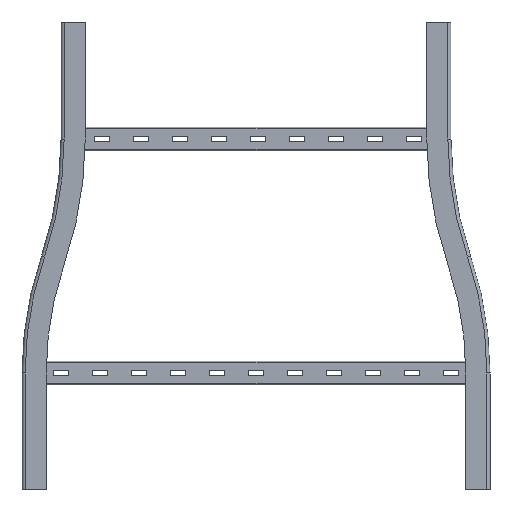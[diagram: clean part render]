
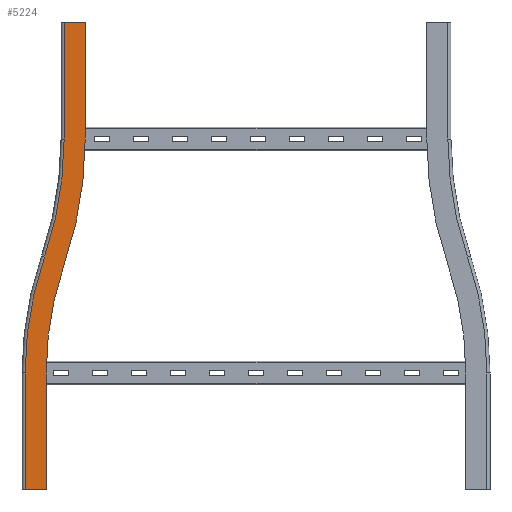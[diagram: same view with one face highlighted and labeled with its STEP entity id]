
A CAD part, front view. The second image highlights one B-rep face of the part: STEP entity #5224.
In plain terms, the highlighted planar face has unit normal (0, -1, 0).
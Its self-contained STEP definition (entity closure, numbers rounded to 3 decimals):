
#140=CIRCLE('',#5590,458.5);
#141=CIRCLE('',#5592,431.5);
#162=CIRCLE('',#5623,466.5);
#163=CIRCLE('',#5625,493.5);
#404=FACE_OUTER_BOUND('',#712,.T.);
#712=EDGE_LOOP('',(#3733,#3734,#3735,#3736,#3737,#3738,#3739,#3740,#3741,
#3742));
#1028=LINE('',#7622,#1630);
#1030=LINE('',#7628,#1632);
#1063=LINE('',#7796,#1665);
#1113=LINE('',#7906,#1715);
#1114=LINE('',#7908,#1716);
#1115=LINE('',#7909,#1717);
#1630=VECTOR('',#6079,10.);
#1632=VECTOR('',#6083,10.);
#1665=VECTOR('',#6280,10.);
#1715=VECTOR('',#6390,10.);
#1716=VECTOR('',#6391,10.);
#1717=VECTOR('',#6392,10.);
#2225=VERTEX_POINT('',#7618);
#2226=VERTEX_POINT('',#7620);
#2228=VERTEX_POINT('',#7625);
#2229=VERTEX_POINT('',#7627);
#2254=VERTEX_POINT('',#7694);
#2256=VERTEX_POINT('',#7699);
#2270=VERTEX_POINT('',#7748);
#2272=VERTEX_POINT('',#7753);
#2312=VERTEX_POINT('',#7902);
#2313=VERTEX_POINT('',#7907);
#2700=EDGE_CURVE('',#2225,#2226,#1028,.T.);
#2702=EDGE_CURVE('',#2228,#2229,#1030,.T.);
#2735=EDGE_CURVE('',#2254,#2225,#140,.T.);
#2737=EDGE_CURVE('',#2256,#2228,#141,.T.);
#2762=EDGE_CURVE('',#2270,#2254,#162,.T.);
#2764=EDGE_CURVE('',#2272,#2256,#163,.T.);
#2787=EDGE_CURVE('',#2229,#2226,#1063,.T.);
#2843=EDGE_CURVE('',#2270,#2312,#1113,.T.);
#2844=EDGE_CURVE('',#2313,#2272,#1114,.T.);
#2845=EDGE_CURVE('',#2312,#2313,#1115,.T.);
#3733=ORIENTED_EDGE('',*,*,#2843,.F.);
#3734=ORIENTED_EDGE('',*,*,#2762,.T.);
#3735=ORIENTED_EDGE('',*,*,#2735,.T.);
#3736=ORIENTED_EDGE('',*,*,#2700,.T.);
#3737=ORIENTED_EDGE('',*,*,#2787,.F.);
#3738=ORIENTED_EDGE('',*,*,#2702,.F.);
#3739=ORIENTED_EDGE('',*,*,#2737,.F.);
#3740=ORIENTED_EDGE('',*,*,#2764,.F.);
#3741=ORIENTED_EDGE('',*,*,#2844,.F.);
#3742=ORIENTED_EDGE('',*,*,#2845,.F.);
#4973=PLANE('',#5678);
#5224=ADVANCED_FACE('',(#404),#4973,.F.);
#5590=AXIS2_PLACEMENT_3D('',#7696,#6149,#6150);
#5592=AXIS2_PLACEMENT_3D('',#7701,#6154,#6155);
#5623=AXIS2_PLACEMENT_3D('',#7750,#6220,#6221);
#5625=AXIS2_PLACEMENT_3D('',#7755,#6225,#6226);
#5678=AXIS2_PLACEMENT_3D('',#7905,#6388,#6389);
#6079=DIRECTION('',(0.,0.,-1.));
#6083=DIRECTION('',(0.,0.,-1.));
#6149=DIRECTION('center_axis',(0.,-1.,0.));
#6150=DIRECTION('ref_axis',(-0.946,0.,0.324));
#6154=DIRECTION('center_axis',(0.,-1.,0.));
#6155=DIRECTION('ref_axis',(-0.946,0.,0.324));
#6220=DIRECTION('center_axis',(0.,1.,0.));
#6221=DIRECTION('ref_axis',(1.,0.,0.));
#6225=DIRECTION('center_axis',(0.,1.,0.));
#6226=DIRECTION('ref_axis',(1.,0.,0.));
#6280=DIRECTION('',(-1.,0.,0.));
#6388=DIRECTION('center_axis',(0.,1.,0.));
#6389=DIRECTION('ref_axis',(0.,0.,1.));
#6390=DIRECTION('',(0.,0.,1.));
#6391=DIRECTION('',(0.,0.,-1.));
#6392=DIRECTION('',(1.,0.,0.));
#7618=CARTESIAN_POINT('',(-77.,0.,-300.));
#7620=CARTESIAN_POINT('',(-77.,0.,-450.));
#7622=CARTESIAN_POINT('',(-77.,0.,-300.));
#7625=CARTESIAN_POINT('',(-50.,0.,-300.));
#7627=CARTESIAN_POINT('',(-50.,0.,-450.));
#7628=CARTESIAN_POINT('',(-50.,0.,-300.));
#7694=CARTESIAN_POINT('',(-52.216,0.,-151.297));
#7696=CARTESIAN_POINT('Origin',(381.5,0.,-300.));
#7699=CARTESIAN_POINT('',(-26.676,0.,-160.054));
#7701=CARTESIAN_POINT('Origin',(381.5,0.,-300.));
#7748=CARTESIAN_POINT('',(-27.,0.,0.));
#7750=CARTESIAN_POINT('Origin',(-493.5,0.,
0.));
#7753=CARTESIAN_POINT('',(0.,0.,0.));
#7755=CARTESIAN_POINT('Origin',(-493.5,0.,
0.));
#7796=CARTESIAN_POINT('',(-50.,0.,-450.));
#7902=CARTESIAN_POINT('',(-27.,0.,150.));
#7905=CARTESIAN_POINT('Origin',(-50.786,0.,
75.));
#7906=CARTESIAN_POINT('',(-27.,0.,75.));
#7907=CARTESIAN_POINT('',(0.,0.,150.));
#7908=CARTESIAN_POINT('',(0.,0.,0.));
#7909=CARTESIAN_POINT('',(0.,0.,150.));
